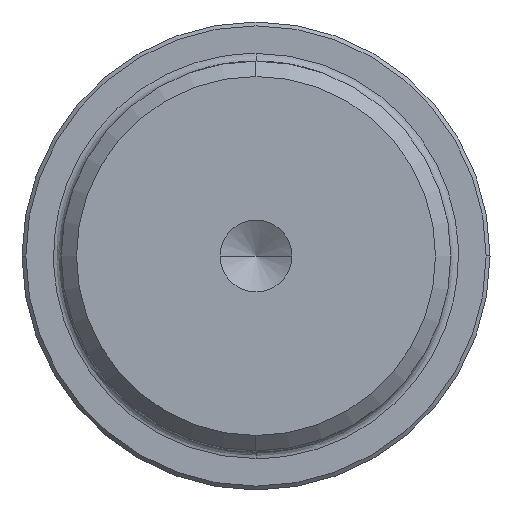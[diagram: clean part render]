
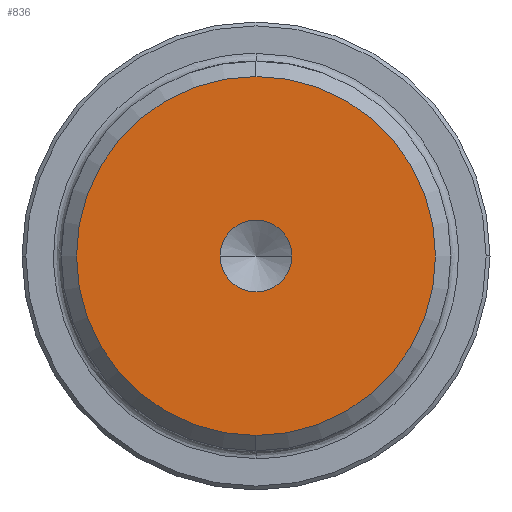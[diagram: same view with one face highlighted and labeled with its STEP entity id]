
A CAD part, left-side view. The second image highlights one B-rep face of the part: STEP entity #836.
In plain terms, the highlighted planar face has unit normal (-1, 0, 0).
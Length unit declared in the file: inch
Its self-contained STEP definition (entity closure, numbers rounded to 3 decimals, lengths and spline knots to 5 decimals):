
#41 = DIRECTION ( 'NONE',  ( 0., 0., -1. ) ) ;
#77 = DIRECTION ( 'NONE',  ( 0., 0., 1. ) ) ;
#90 = CARTESIAN_POINT ( 'NONE',  ( 0., 0., 0. ) ) ;
#105 = PLANE ( 'NONE',  #1431 ) ;
#131 = DIRECTION ( 'NONE',  ( 1., 0., 0. ) ) ;
#133 = VERTEX_POINT ( 'NONE', #1856 ) ;
#256 = AXIS2_PLACEMENT_3D ( 'NONE', #90, #373, #1684 ) ;
#260 = DIRECTION ( 'NONE',  ( 1., 0., 0. ) ) ;
#272 = CARTESIAN_POINT ( 'NONE',  ( 0., 0., 0. ) ) ;
#312 = EDGE_CURVE ( 'NONE', #133, #657, #1849, .T. ) ;
#359 = CIRCLE ( 'NONE', #256, 0.184 ) ;
#373 = DIRECTION ( 'NONE',  ( 1., 0., 0. ) ) ;
#379 = AXIS2_PLACEMENT_3D ( 'NONE', #272, #260, #1271 ) ;
#386 = ORIENTED_EDGE ( 'NONE', *, *, #620, .T. ) ;
#423 = ORIENTED_EDGE ( 'NONE', *, *, #312, .F. ) ;
#424 = DIRECTION ( 'NONE',  ( 0., 0., 1. ) ) ;
#439 = VERTEX_POINT ( 'NONE', #808 ) ;
#620 = EDGE_CURVE ( 'NONE', #1495, #439, #663, .T. ) ;
#657 = VERTEX_POINT ( 'NONE', #1874 ) ;
#663 = CIRCLE ( 'NONE', #1475, 0.184 ) ;
#672 = CARTESIAN_POINT ( 'NONE',  ( 0., 0., 0. ) ) ;
#731 = EDGE_CURVE ( 'NONE', #439, #1495, #359, .T. ) ;
#808 = CARTESIAN_POINT ( 'NONE',  ( 0., 0., 0.184 ) ) ;
#836 = ADVANCED_FACE ( 'NONE', ( #940, #1661 ), #105, .T. ) ;
#924 = EDGE_LOOP ( 'NONE', ( #1739, #386 ) ) ;
#940 = FACE_OUTER_BOUND ( 'NONE', #1209, .T. ) ;
#1129 = CARTESIAN_POINT ( 'NONE',  ( 0., 0., 0. ) ) ;
#1209 = EDGE_LOOP ( 'NONE', ( #1764, #423 ) ) ;
#1271 = DIRECTION ( 'NONE',  ( 0., 0., -1. ) ) ;
#1275 = CIRCLE ( 'NONE', #1677, 0.92126 ) ;
#1350 = CARTESIAN_POINT ( 'NONE',  ( 0., 0., -0.184 ) ) ;
#1431 = AXIS2_PLACEMENT_3D ( 'NONE', #672, #1697, #77 ) ;
#1475 = AXIS2_PLACEMENT_3D ( 'NONE', #1129, #131, #424 ) ;
#1495 = VERTEX_POINT ( 'NONE', #1350 ) ;
#1650 = DIRECTION ( 'NONE',  ( 1., 0., 0. ) ) ;
#1661 = FACE_BOUND ( 'NONE', #924, .T. ) ;
#1677 = AXIS2_PLACEMENT_3D ( 'NONE', #1776, #1650, #41 ) ;
#1684 = DIRECTION ( 'NONE',  ( 0., 0., 1. ) ) ;
#1697 = DIRECTION ( 'NONE',  ( -1., 0., 0. ) ) ;
#1703 = EDGE_CURVE ( 'NONE', #657, #133, #1275, .T. ) ;
#1739 = ORIENTED_EDGE ( 'NONE', *, *, #731, .T. ) ;
#1764 = ORIENTED_EDGE ( 'NONE', *, *, #1703, .F. ) ;
#1776 = CARTESIAN_POINT ( 'NONE',  ( 0., 0., 0. ) ) ;
#1849 = CIRCLE ( 'NONE', #379, 0.92126 ) ;
#1856 = CARTESIAN_POINT ( 'NONE',  ( 0., 0., 0.92126 ) ) ;
#1874 = CARTESIAN_POINT ( 'NONE',  ( 0., 0., -0.92126 ) ) ;
